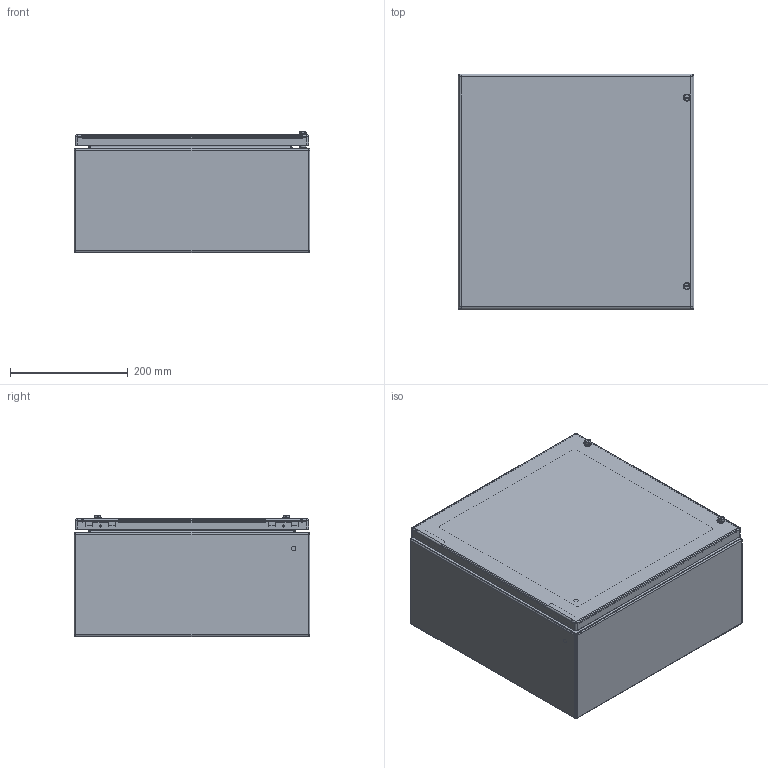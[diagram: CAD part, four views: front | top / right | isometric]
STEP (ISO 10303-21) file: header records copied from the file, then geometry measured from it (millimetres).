
FILE_DESCRIPTION(('CATIA V5R22 STEP214','CAx-IF Rec.Pracs.--- Model Styling and Organization---1.4--- 2014-01-23'),'2;1');
FILE_NAME ('D1518391_1_8000090346_LD_8000090346_KEBI_HS_404020_S2N0_AL.stp','2022-02-03T12:45:32+00:00',('none'),('Weidmueller'),'CATIA Version 5-6 Release 2016 SP3 HF44','CATIA V5 STEP AP214','none');
FILE_SCHEMA(('AUTOMOTIVE_DESIGN { 1 0 10303 214 1 1 1 1 }'));
Length unit declared in the file: millimetre
Products named in the file (1): HS KEB 400X400X200 0GP
Bounding box: 400 x 400 x 205.6 mm (x, y, z)
Volume: 1262551.6 mm3; surface area: 1487570.6 mm2
Topology: 26 solids, 26 shells, 638 faces, 1562 edges, 980 vertices
Faces by surface type: cylinder 296, plane 250, cone 28, sphere 24, torus 24, bspline 16
Entity records: 19957 total; most frequent: CARTESIAN_POINT 5660, ORIENTED_EDGE 3076, DIRECTION 2537, EDGE_CURVE 1538, AXIS2_PLACEMENT_3D 1122, VERTEX_POINT 980, VECTOR 794, LINE 794
